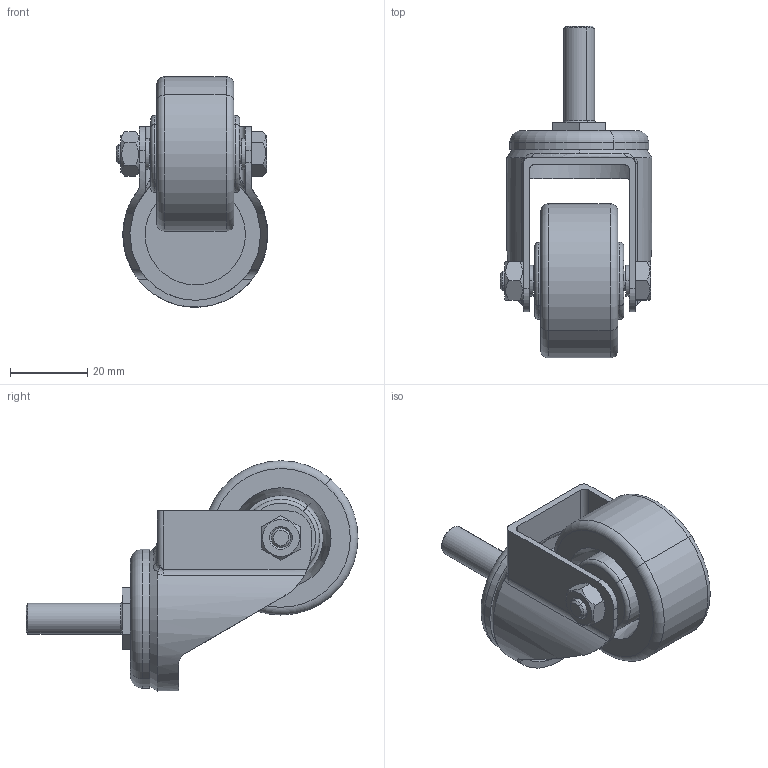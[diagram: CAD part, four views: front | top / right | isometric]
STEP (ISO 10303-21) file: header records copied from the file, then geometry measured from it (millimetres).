
FILE_DESCRIPTION (( 'STEP AP214' ), '1' );
FILE_NAME ('A578 Êîëåñî áåç òîðìîçà O40 Ì8õ25.STEP', '2021-09-07T13:44:41', ( 'Windows User' ), ( '' ), 'SwSTEP 2.0', 'SolidWorks 2021', '' );
FILE_SCHEMA (( 'AUTOMOTIVE_DESIGN' ));
Length unit declared in the file: millimetre
Products named in the file (7): A578 扻錼勷_00; A578 鍔錓_00; A578 蹴濋趌00; A578 ﾘ琺矜; A578 Êîëåñî áåç òîðìîçà O40 Ì8õ25; A578 Ïîäïèøïèêîâûé óçåë_00; A578 昜闉趌00
Assembly tree (7 placements, depth 2):
  A578 Êîëåñî áåç òîðìîçà O40 Ì8õ25
    A578 昜闉趌00
    A578 Ïîäïèøïèêîâûé óçåë_00
    A578 鍔錓_00
    A578 蹴濋趌00
    A578 扻錼勷_00
    A578 ﾘ琺矜  x2
Bounding box: 39.3 x 86.1 x 59.75 mm (x, y, z)
Volume: 39104 mm3; surface area: 20637.9 mm2
Topology: 7 solids, 7 shells, 164 faces, 381 edges, 240 vertices
Faces by surface type: plane 53, cylinder 52, cone 26, torus 25, bspline 8
Entity records: 5496 total; most frequent: CARTESIAN_POINT 1571, DIRECTION 792, ORIENTED_EDGE 738, EDGE_CURVE 369, AXIS2_PLACEMENT_3D 333, VERTEX_POINT 232, EDGE_LOOP 179, CIRCLE 173
